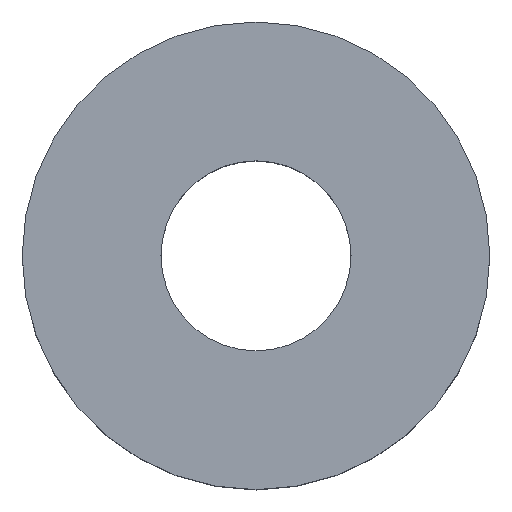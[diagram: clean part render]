
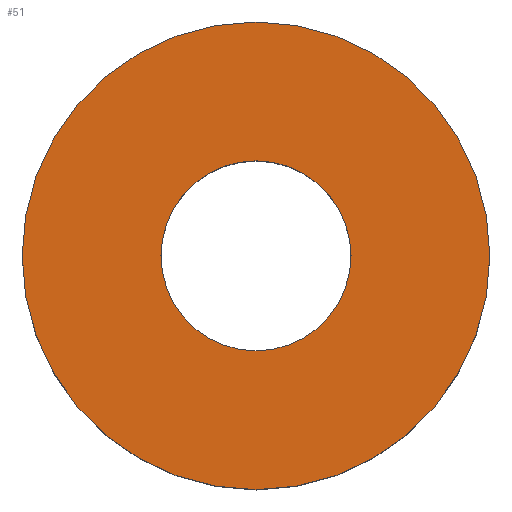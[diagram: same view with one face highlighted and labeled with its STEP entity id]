
A CAD part, top view. The second image highlights one B-rep face of the part: STEP entity #51.
In plain terms, the highlighted planar face has unit normal (0, 0, 1).
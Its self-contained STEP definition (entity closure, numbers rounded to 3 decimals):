
#51=ADVANCED_FACE('',(#59,#60),#57,.T.);
#57=PLANE('',#173);
#59=FACE_BOUND('',#63,.T.);
#60=FACE_BOUND('',#64,.T.);
#63=EDGE_LOOP('',(#71,#72));
#64=EDGE_LOOP('',(#73,#74));
#71=ORIENTED_EDGE('',*,*,#103,.F.);
#72=ORIENTED_EDGE('',*,*,#104,.F.);
#73=ORIENTED_EDGE('',*,*,#105,.F.);
#74=ORIENTED_EDGE('',*,*,#106,.F.);
#95=VERTEX_POINT('',#236);
#96=VERTEX_POINT('',#237);
#97=VERTEX_POINT('',#240);
#98=VERTEX_POINT('',#241);
#103=EDGE_CURVE('',#95,#96,#131,.T.);
#104=EDGE_CURVE('',#96,#95,#132,.T.);
#105=EDGE_CURVE('',#97,#98,#133,.T.);
#106=EDGE_CURVE('',#98,#97,#134,.T.);
#131=CIRCLE('',#169,6.35);
#132=CIRCLE('',#170,6.35);
#133=CIRCLE('',#171,2.58);
#134=CIRCLE('',#172,2.58);
#169=AXIS2_PLACEMENT_3D('',#235,#195,#196);
#170=AXIS2_PLACEMENT_3D('',#238,#197,#198);
#171=AXIS2_PLACEMENT_3D('',#239,#199,#200);
#172=AXIS2_PLACEMENT_3D('',#242,#201,#202);
#173=AXIS2_PLACEMENT_3D('',#243,#203,#204);
#195=DIRECTION('',(0.,0.,-1.));
#196=DIRECTION('',(0.,1.,0.));
#197=DIRECTION('',(0.,0.,-1.));
#198=DIRECTION('',(0.,-1.,0.));
#199=DIRECTION('',(0.,0.,1.));
#200=DIRECTION('',(0.,1.,0.));
#201=DIRECTION('',(0.,0.,1.));
#202=DIRECTION('',(0.,-1.,0.));
#203=DIRECTION('',(0.,0.,1.));
#204=DIRECTION('',(0.,-1.,0.));
#235=CARTESIAN_POINT('',(0.,0.,0.));
#236=CARTESIAN_POINT('',(0.,6.35,0.));
#237=CARTESIAN_POINT('',(0.,-6.35,0.));
#238=CARTESIAN_POINT('',(0.,0.,0.));
#239=CARTESIAN_POINT('',(0.,0.,0.));
#240=CARTESIAN_POINT('',(0.,2.58,0.));
#241=CARTESIAN_POINT('',(0.,-2.58,0.));
#242=CARTESIAN_POINT('',(0.,0.,0.));
#243=CARTESIAN_POINT('',(0.,0.,0.));
